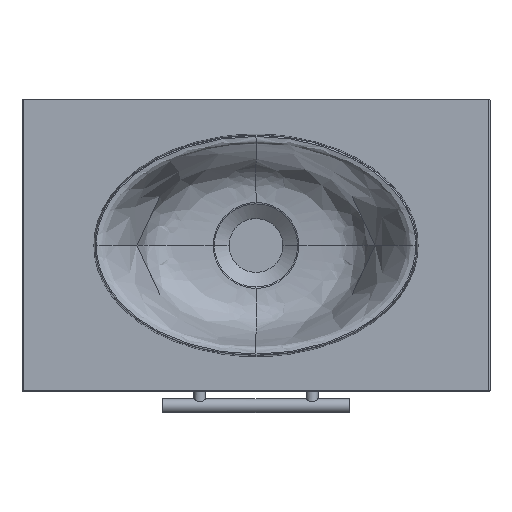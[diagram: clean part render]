
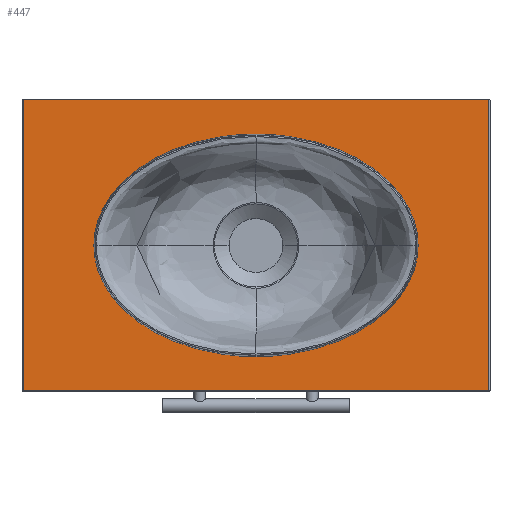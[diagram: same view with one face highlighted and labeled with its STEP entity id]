
A CAD part, top view. The second image highlights one B-rep face of the part: STEP entity #447.
In plain terms, the highlighted face is planar.
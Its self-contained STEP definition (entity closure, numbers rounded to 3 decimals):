
#60=(
BOUNDED_CURVE()
B_SPLINE_CURVE(3,(#32928,#32929,#32930,#32931),.UNSPECIFIED.,.F.,.F.)
B_SPLINE_CURVE_WITH_KNOTS((4,4),(0.,1.),.UNSPECIFIED.)
CURVE()
GEOMETRIC_REPRESENTATION_ITEM()
RATIONAL_B_SPLINE_CURVE((1.,0.333,0.333,1.))
REPRESENTATION_ITEM('')
);
#62=(
BOUNDED_CURVE()
B_SPLINE_CURVE(3,(#32984,#32985,#32986,#32987),.UNSPECIFIED.,.F.,.F.)
B_SPLINE_CURVE_WITH_KNOTS((4,4),(-1.,0.),.UNSPECIFIED.)
CURVE()
GEOMETRIC_REPRESENTATION_ITEM()
RATIONAL_B_SPLINE_CURVE((1.,0.333,0.333,1.))
REPRESENTATION_ITEM('')
);
#187=FACE_BOUND('',#749,.T.);
#447=ADVANCED_FACE('',(#596,#187),#2234,.T.);
#596=FACE_OUTER_BOUND('',#748,.T.);
#748=EDGE_LOOP('',(#1331,#1332,#1333,#1334));
#749=EDGE_LOOP('',(#1335,#1336));
#1331=ORIENTED_EDGE('',*,*,#1693,.T.);
#1332=ORIENTED_EDGE('',*,*,#1691,.T.);
#1333=ORIENTED_EDGE('',*,*,#1692,.T.);
#1334=ORIENTED_EDGE('',*,*,#1687,.F.);
#1335=ORIENTED_EDGE('',*,*,#1671,.F.);
#1336=ORIENTED_EDGE('',*,*,#1697,.T.);
#1671=EDGE_CURVE('',#2143,#2144,#60,.T.);
#1687=EDGE_CURVE('',#2159,#2160,#1967,.T.);
#1691=EDGE_CURVE('',#2163,#2164,#1971,.T.);
#1692=EDGE_CURVE('',#2164,#2160,#1972,.T.);
#1693=EDGE_CURVE('',#2159,#2163,#1973,.T.);
#1697=EDGE_CURVE('',#2143,#2144,#62,.T.);
#1967=B_SPLINE_CURVE_WITH_KNOTS('',1,(#32964,#32965),.UNSPECIFIED.,.F.,
 .F.,(2,2),(0.,398.),.UNSPECIFIED.);
#1971=B_SPLINE_CURVE_WITH_KNOTS('',1,(#32972,#32973),.UNSPECIFIED.,.F.,
 .F.,(2,2),(0.,398.),.UNSPECIFIED.);
#1972=B_SPLINE_CURVE_WITH_KNOTS('',1,(#32974,#32975),.UNSPECIFIED.,.F.,
 .F.,(2,2),(0.,249.),.UNSPECIFIED.);
#1973=B_SPLINE_CURVE_WITH_KNOTS('',1,(#32976,#32977),.UNSPECIFIED.,.F.,
 .F.,(2,2),(0.,249.),.UNSPECIFIED.);
#2143=VERTEX_POINT('',#32904);
#2144=VERTEX_POINT('',#32905);
#2159=VERTEX_POINT('',#32920);
#2160=VERTEX_POINT('',#32921);
#2163=VERTEX_POINT('',#32924);
#2164=VERTEX_POINT('',#32925);
#2234=PLANE('',#2528);
#2528=AXIS2_PLACEMENT_3D('',#32704,#2656,$);
#2656=DIRECTION('',(0.,1.,0.));
#32704=CARTESIAN_POINT('',(-238.8,20.,-216.));
#32904=CARTESIAN_POINT('',(135.,20.,0.));
#32905=CARTESIAN_POINT('',(-135.,20.,0.));
#32920=CARTESIAN_POINT('',(-199.,20.,-125.));
#32921=CARTESIAN_POINT('',(199.,20.,-125.));
#32924=CARTESIAN_POINT('',(-199.,20.,124.));
#32925=CARTESIAN_POINT('',(199.,20.,124.));
#32928=CARTESIAN_POINT('',(135.,20.,0.));
#32929=CARTESIAN_POINT('',(135.,20.,-180.));
#32930=CARTESIAN_POINT('',(-135.,20.,-180.));
#32931=CARTESIAN_POINT('',(-135.,20.,0.));
#32964=CARTESIAN_POINT('',(-199.,20.,-125.));
#32965=CARTESIAN_POINT('',(199.,20.,-125.));
#32972=CARTESIAN_POINT('',(-199.,20.,124.));
#32973=CARTESIAN_POINT('',(199.,20.,124.));
#32974=CARTESIAN_POINT('',(199.,20.,124.));
#32975=CARTESIAN_POINT('',(199.,20.,-125.));
#32976=CARTESIAN_POINT('',(-199.,20.,-125.));
#32977=CARTESIAN_POINT('',(-199.,20.,124.));
#32984=CARTESIAN_POINT('',(135.,20.,0.));
#32985=CARTESIAN_POINT('',(135.,20.,180.));
#32986=CARTESIAN_POINT('',(-135.,20.,180.));
#32987=CARTESIAN_POINT('',(-135.,20.,0.));
